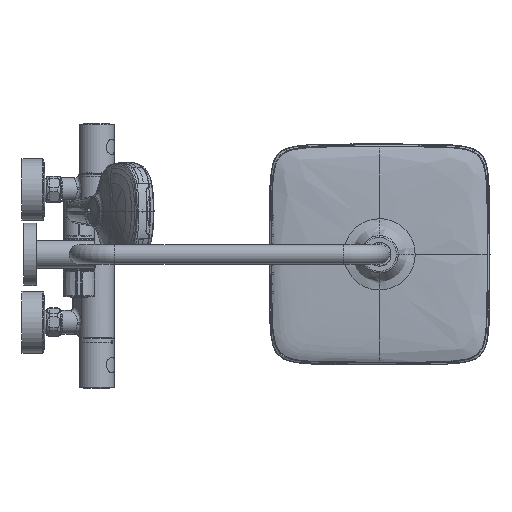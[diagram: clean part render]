
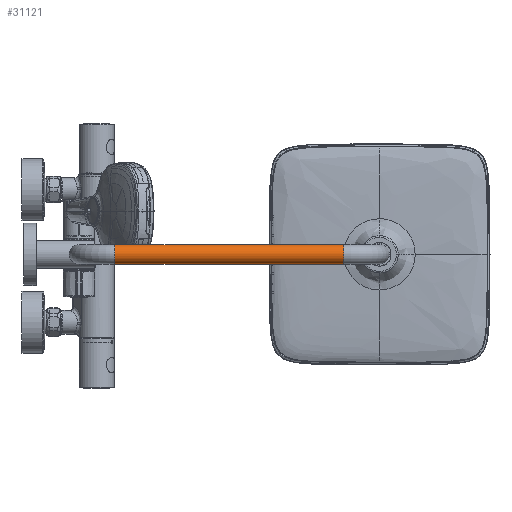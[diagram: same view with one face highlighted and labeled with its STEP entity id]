
A CAD part, top view. The second image highlights one B-rep face of the part: STEP entity #31121.
In plain terms, the highlighted cylindrical face has radius 11 mm (diameter 22 mm), a full revolution.
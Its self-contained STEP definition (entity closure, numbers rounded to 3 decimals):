
#6902=CYLINDRICAL_SURFACE('',#39627,11.);
#7942=ORIENTED_EDGE('',*,*,#14641,.T.);
#7943=ORIENTED_EDGE('',*,*,#14642,.F.);
#14641=EDGE_CURVE('',#19666,#19666,#23849,.F.);
#14642=EDGE_CURVE('',#19667,#19667,#23850,.F.);
#19666=VERTEX_POINT('',#51338);
#19667=VERTEX_POINT('',#51341);
#23849=CIRCLE('',#39626,11.);
#23850=CIRCLE('',#39628,11.);
#24803=EDGE_LOOP('',(#7942));
#24804=EDGE_LOOP('',(#7943));
#27938=FACE_BOUND('',#24803,.T.);
#27939=FACE_BOUND('',#24804,.T.);
#31121=ADVANCED_FACE('',(#27938,#27939),#6902,.T.);
#39626=AXIS2_PLACEMENT_3D('',#51337,#42074,#42075);
#39627=AXIS2_PLACEMENT_3D('',#51339,#42076,#42077);
#39628=AXIS2_PLACEMENT_3D('',#51340,#42078,#42079);
#42074=DIRECTION('',(1.,0.,0.));
#42075=DIRECTION('',(0.,0.,1.));
#42076=DIRECTION('',(1.,0.,0.));
#42077=DIRECTION('',(0.,0.,-1.));
#42078=DIRECTION('',(1.,0.,0.));
#42079=DIRECTION('',(0.,0.,1.));
#51337=CARTESIAN_POINT('',(299.5,0.,1107.978));
#51338=CARTESIAN_POINT('',(299.5,0.,1118.978));
#51339=CARTESIAN_POINT('',(40.5,0.,1107.978));
#51340=CARTESIAN_POINT('',(40.5,0.,1107.978));
#51341=CARTESIAN_POINT('',(40.5,0.,1118.978));
